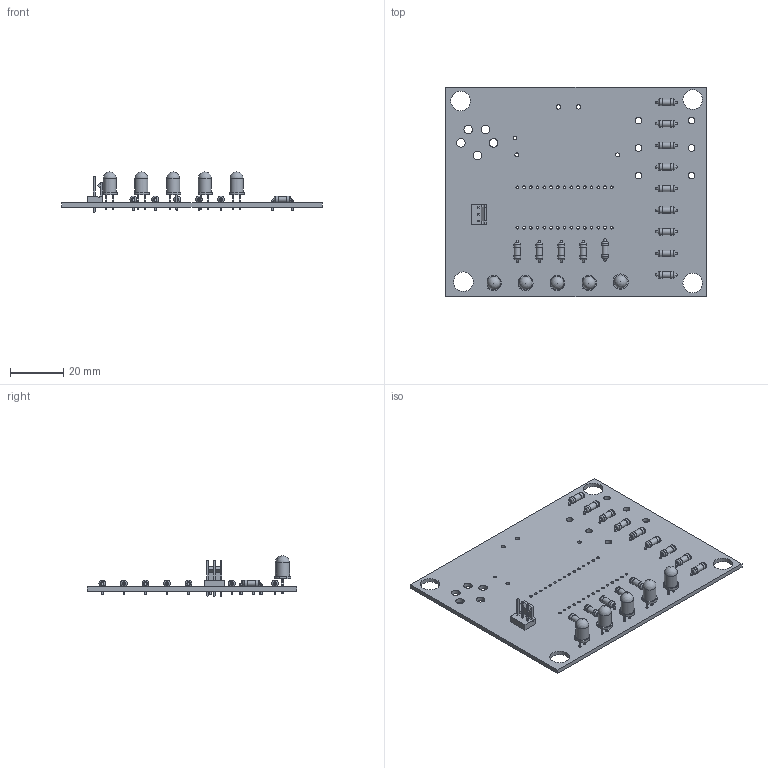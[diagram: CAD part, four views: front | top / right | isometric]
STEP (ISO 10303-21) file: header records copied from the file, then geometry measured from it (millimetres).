
FILE_DESCRIPTION(('KiCad electronic assembly'),'2;1');
FILE_NAME('SimpleCableTesterStatics.step','2021-08-10T14:32:52',( 'An Author'),('A Company'),'Open CASCADE STEP processor 6.9', 'KiCad to STEP converter','Unknown');
FILE_SCHEMA(('AUTOMOTIVE_DESIGN { 1 0 10303 214 1 1 1 1 }'));
Length unit declared in the file: millimetre
Products named in the file (8): Open CASCADE STEP translator 6.9 1; FanPinHeader_1x03_P2.54mm_Vertical; SOLID; R_Axial_DIN0207_L6.3mm_D2.5mm_P7.62mm_Horizontal; LED_D5.0mm; COMPOUND
Assembly tree (24 placements, depth 3):
  Open CASCADE STEP translator 6.9 1
    FanPinHeader_1x03_P2.54mm_Vertical
      SOLID
    R_Axial_DIN0207_L6.3mm_D2.5mm_P7.62mm_Horizontal  x14
      SOLID
    LED_D5.0mm  x5
      SOLID
    COMPOUND
Bounding box: 98.04 x 78.74 x 15.1 mm (x, y, z)
Volume: 13217.3 mm3; surface area: 18310.6 mm2
Topology: 21 solids, 21 shells, 459 faces, 942 edges, 597 vertices
Faces by surface type: plane 226, cylinder 172, torus 56, sphere 5
Full cylindrical faces by diameter (mm): 0.6 x28, 0.8 x28, 0.9 x10, 1 x30, 1.02 x3, 1.27 x1, 1.47 x2, 1.6 x2, 2.25 x14, 2.5 x34, 3.23 x5, 4.9 x5, 7.397 x4
Entity records: 15760 total; most frequent: CARTESIAN_POINT 4496, DIRECTION 1958, LINE 1094, VECTOR 1094, ORIENTED_EDGE 1004, PCURVE 1004, DEFINITIONAL_REPRESENTATION 1004, EDGE_CURVE 502
